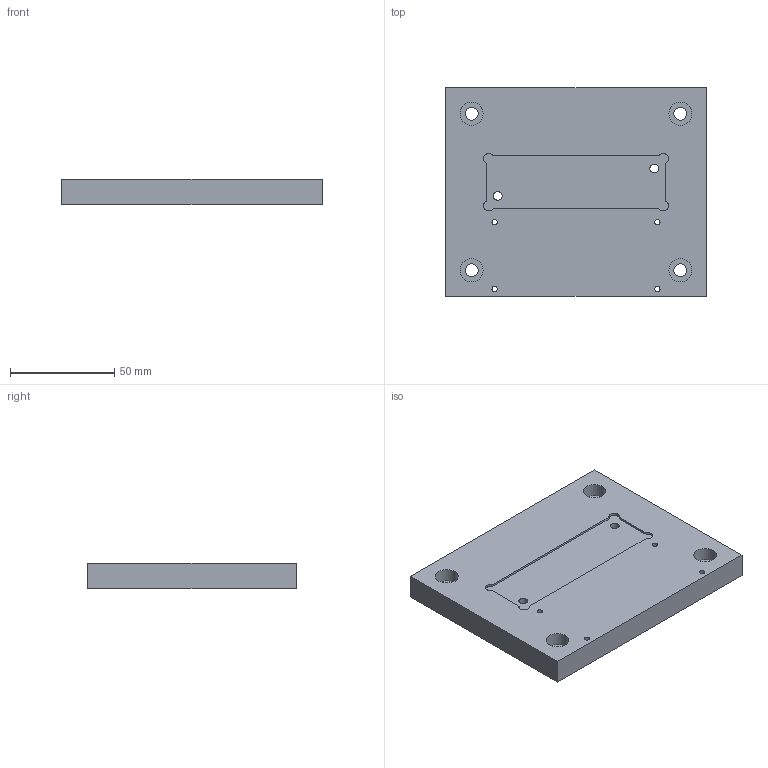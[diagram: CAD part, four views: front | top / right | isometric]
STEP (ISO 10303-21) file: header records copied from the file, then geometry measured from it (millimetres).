
FILE_DESCRIPTION(/* description */ (''),/* implementation_level */ '2;1');
FILE_NAME(/* name */ 'UV, Blue and Red laser plate v14.step',/* time_stamp */ '2021-10-08T10:16:49+01:00',/* author */ (''),/* organization */ (''),/* preprocessor_version */ 'ST-DEVELOPER v18.1',/* originating_system */ 'Autodesk Translation Framework v10.10.0.1391',/* authorisation */ '');
FILE_SCHEMA (('AUTOMOTIVE_DESIGN { 1 0 10303 214 3 1 1 }'));
Length unit declared in the file: millimetre
Products named in the file (1): UV, Blue and Red laser plate
Bounding box: 125 x 100 x 12.1 mm (x, y, z)
Volume: 145357.3 mm3; surface area: 32353.3 mm2
Topology: 1 solids, 1 shells, 33 faces, 78 edges, 52 vertices
Faces by surface type: cylinder 18, plane 15
Full cylindrical faces by diameter (mm): 2.529 x4, 4.234 x2, 6.2 x4, 11 x4
Entity records: 1041 total; most frequent: DIRECTION 182, CARTESIAN_POINT 164, ORIENTED_EDGE 156, EDGE_CURVE 78, AXIS2_PLACEMENT_3D 70, EDGE_LOOP 58, VERTEX_POINT 52, LINE 42
